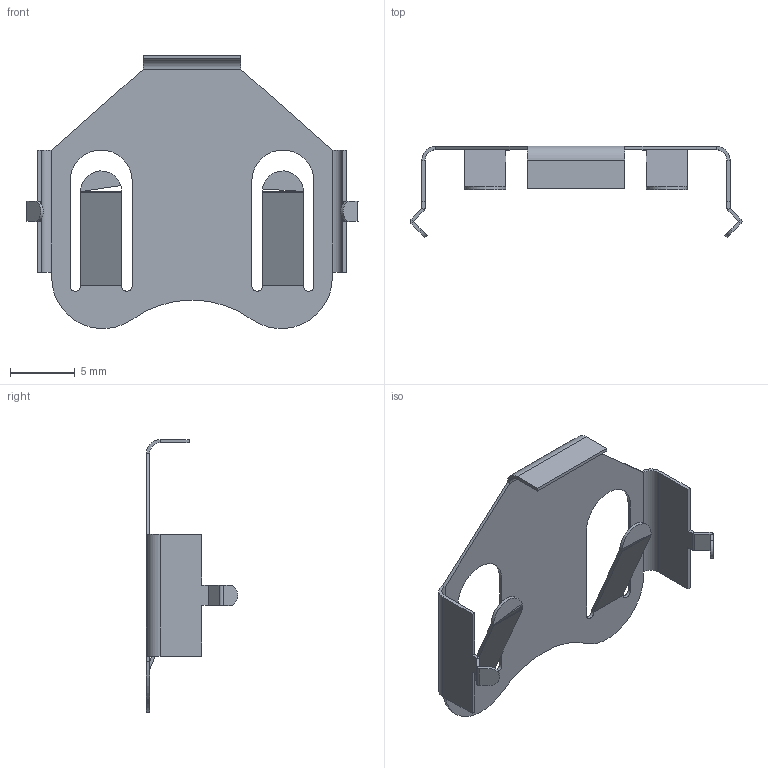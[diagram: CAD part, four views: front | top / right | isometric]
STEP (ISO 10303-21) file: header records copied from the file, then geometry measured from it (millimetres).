
FILE_DESCRIPTION (( 'STEP AP214' ), '1' );
FILE_NAME ('3005.STEP', '2020-01-22T19:55:30', ( '' ), ( '' ), 'SwSTEP 2.0', 'SolidWorks 2013', '' );
FILE_SCHEMA (( 'AUTOMOTIVE_DESIGN' ));
Length unit declared in the file: inch
Products named in the file (1): 3005
Bounding box: 25.69 x 7.06 x 21.12 mm (x, y, z)
Volume: 115.8 mm3; surface area: 965.5 mm2
Topology: 1 solids, 1 shells, 131 faces, 296 edges, 168 vertices
Faces by surface type: plane 102, cylinder 29
Entity records: 3572 total; most frequent: DIRECTION 618, CARTESIAN_POINT 596, ORIENTED_EDGE 592, EDGE_CURVE 296, LINE 238, VECTOR 238, AXIS2_PLACEMENT_3D 190, VERTEX_POINT 168
